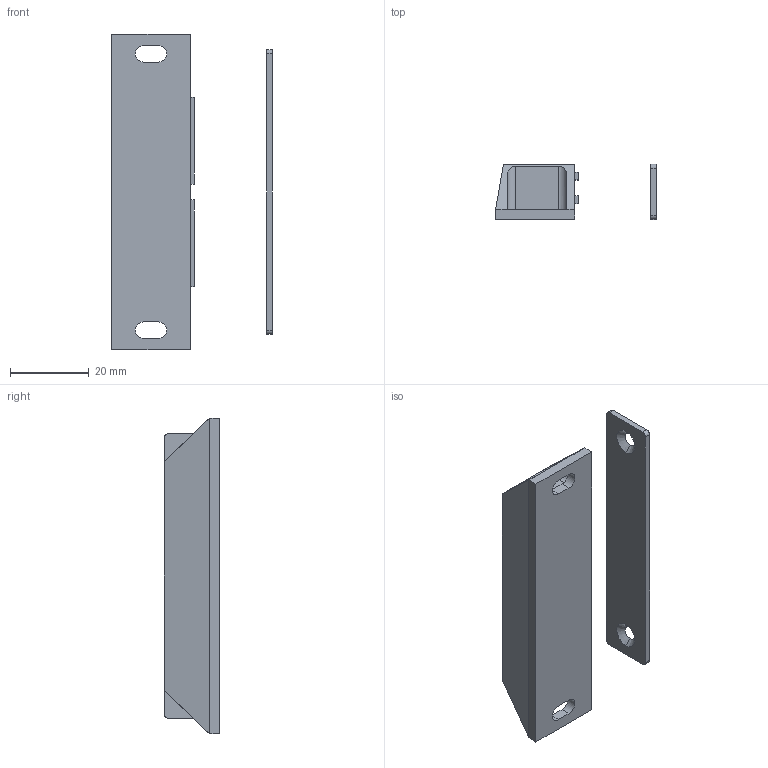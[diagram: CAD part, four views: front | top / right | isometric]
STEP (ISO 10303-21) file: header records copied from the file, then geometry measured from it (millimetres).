
FILE_DESCRIPTION (( 'STEP AP203' ), '1' );
FILE_NAME ('C-929-B.STEP', '2012-06-12T02:30:40', ( '11sw' ), ( 'タキゲン製造株式会社' ), 'SwSTEP 2.0', 'SolidWorks 2011', '' );
FILE_SCHEMA (( 'CONFIG_CONTROL_DESIGN' ));
Length unit declared in the file: millimetre
Products named in the file (3): C-929-B; C-929-B受板_; C-929-B本体_
Assembly tree (2 placements, depth 2):
  C-929-B
    C-929-B受板_
    C-929-B本体_
Bounding box: 40.75 x 14 x 80 mm (x, y, z)
Volume: 18902.8 mm3; surface area: 8156.9 mm2
Topology: 2 solids, 2 shells, 63 faces, 159 edges, 104 vertices
Faces by surface type: plane 47, cylinder 12, cone 4
Entity records: 2194 total; most frequent: CARTESIAN_POINT 343, DIRECTION 319, ORIENTED_EDGE 318, EDGE_CURVE 159, LINE 127, VECTOR 127, VERTEX_POINT 104, AXIS2_PLACEMENT_3D 96
